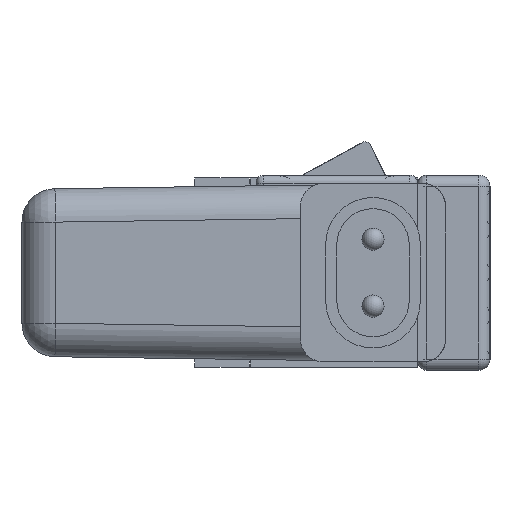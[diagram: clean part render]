
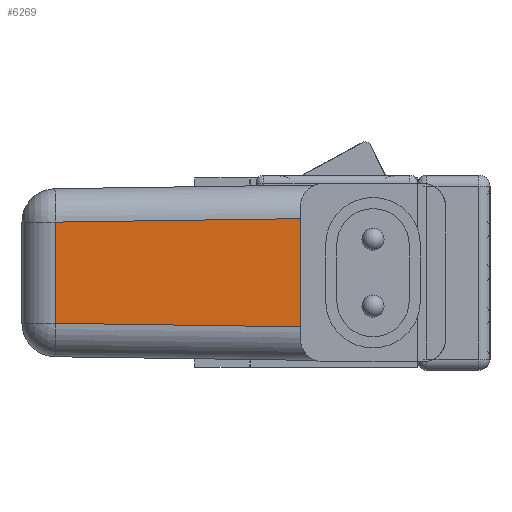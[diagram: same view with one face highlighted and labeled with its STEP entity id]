
A CAD part, left-side view. The second image highlights one B-rep face of the part: STEP entity #6269.
In plain terms, the highlighted planar face has unit normal (-1, 0, 0).
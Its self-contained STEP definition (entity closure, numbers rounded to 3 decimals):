
#2 = EDGE_LOOP ( 'NONE', ( #3805, #441, #6789, #3339 ) ) ;
#38 = CARTESIAN_POINT ( 'NONE',  ( -182.5, 0.072, 5.09 ) ) ;
#441 = ORIENTED_EDGE ( 'NONE', *, *, #1471, .F. ) ;
#786 = VECTOR ( 'NONE', #2094, 1000. ) ;
#821 = CARTESIAN_POINT ( 'NONE',  ( -182.5, 39., -4.542 ) ) ;
#1302 = EDGE_CURVE ( 'NONE', #5110, #6658, #3873, .T. ) ;
#1471 = EDGE_CURVE ( 'NONE', #6194, #4994, #7433, .T. ) ;
#1573 = CARTESIAN_POINT ( 'NONE',  ( -182.5, 39., 0. ) ) ;
#1862 = CARTESIAN_POINT ( 'NONE',  ( -182.5, 39., 4.542 ) ) ;
#2094 = DIRECTION ( 'NONE',  ( 0., 0., -1. ) ) ;
#2139 = DIRECTION ( 'NONE',  ( -1., 0., 0. ) ) ;
#2679 = EDGE_CURVE ( 'NONE', #6194, #5110, #5889, .T. ) ;
#3223 = VECTOR ( 'NONE', #4159, 1000. ) ;
#3339 = ORIENTED_EDGE ( 'NONE', *, *, #1302, .T. ) ;
#3547 = CARTESIAN_POINT ( 'NONE',  ( -182.5, 17., -4.852 ) ) ;
#3805 = ORIENTED_EDGE ( 'NONE', *, *, #4087, .T. ) ;
#3873 = LINE ( 'NONE', #1573, #786 ) ;
#3943 = CARTESIAN_POINT ( 'NONE',  ( -182.5, 17., 8. ) ) ;
#4017 = DIRECTION ( 'NONE',  ( 0., 0., 1. ) ) ;
#4046 = CARTESIAN_POINT ( 'NONE',  ( -182.5, 0., 0. ) ) ;
#4087 = EDGE_CURVE ( 'NONE', #6658, #4994, #7413, .T. ) ;
#4130 = PLANE ( 'NONE',  #6970 ) ;
#4159 = DIRECTION ( 'NONE',  ( 0., 0., -1. ) ) ;
#4468 = VECTOR ( 'NONE', #5491, 1000. ) ;
#4614 = CARTESIAN_POINT ( 'NONE',  ( -182.5, 17., 4.852 ) ) ;
#4994 = VERTEX_POINT ( 'NONE', #3547 ) ;
#5110 = VERTEX_POINT ( 'NONE', #1862 ) ;
#5250 = FACE_OUTER_BOUND ( 'NONE', #2, .T. ) ;
#5491 = DIRECTION ( 'NONE',  ( 0., 1., -0.014 ) ) ;
#5889 = LINE ( 'NONE', #38, #4468 ) ;
#6194 = VERTEX_POINT ( 'NONE', #4614 ) ;
#6269 = ADVANCED_FACE ( 'NONE', ( #5250 ), #4130, .T. ) ;
#6292 = DIRECTION ( 'NONE',  ( 0., -1., -0.014 ) ) ;
#6465 = CARTESIAN_POINT ( 'NONE',  ( -182.5, 0.072, -5.09 ) ) ;
#6658 = VERTEX_POINT ( 'NONE', #821 ) ;
#6789 = ORIENTED_EDGE ( 'NONE', *, *, #2679, .T. ) ;
#6970 = AXIS2_PLACEMENT_3D ( 'NONE', #4046, #2139, #4017 ) ;
#7243 = VECTOR ( 'NONE', #6292, 1000. ) ;
#7413 = LINE ( 'NONE', #6465, #7243 ) ;
#7433 = LINE ( 'NONE', #3943, #3223 ) ;
